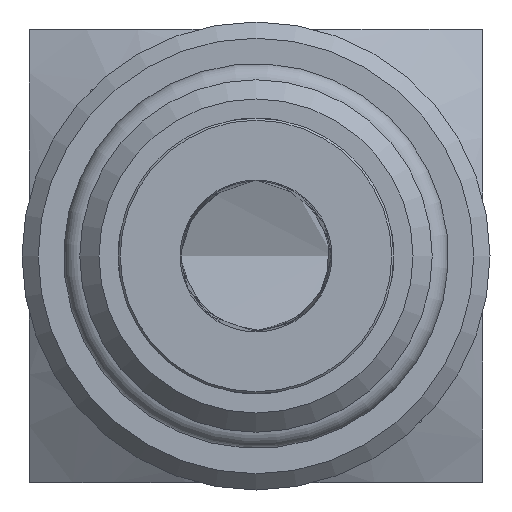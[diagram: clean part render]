
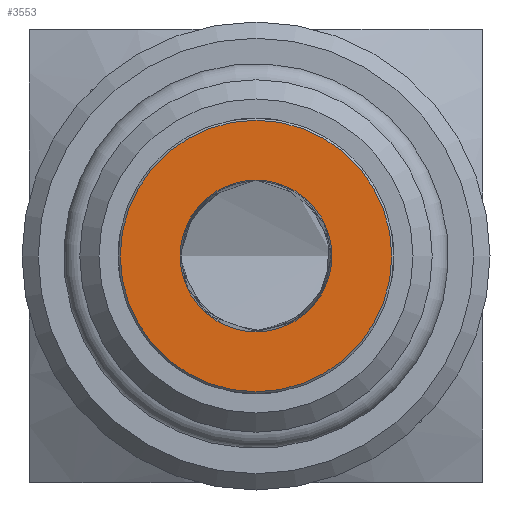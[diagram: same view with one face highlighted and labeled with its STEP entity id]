
A CAD part, left-side view. The second image highlights one B-rep face of the part: STEP entity #3553.
In plain terms, the highlighted planar face has unit normal (-1, 0, 0).
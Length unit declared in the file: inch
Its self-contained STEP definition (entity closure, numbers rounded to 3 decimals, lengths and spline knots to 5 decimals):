
#3511=CARTESIAN_POINT('',(-1.87,0.335,0.));
#3512=VERTEX_POINT('',#3511);
#3513=CARTESIAN_POINT('',(-1.87,0.0,0.0));
#3514=DIRECTION('',(1.0,0.0,0.0));
#3515=DIRECTION('',(0.0,-1.0,0.0));
#3516=AXIS2_PLACEMENT_3D('',#3513,#3514,#3515);
#3517=CIRCLE('',#3516,0.335);
#3518=EDGE_CURVE('',#3512,#3512,#3517,.T.);
#3534=CARTESIAN_POINT('',(-1.87,0.17,0.0));
#3535=DIRECTION('',(-1.0,0.0,0.0));
#3536=DIRECTION('',(0.0,0.0,1.0));
#3537=AXIS2_PLACEMENT_3D('',#3534,#3535,#3536);
#3538=PLANE('',#3537);
#3539=ORIENTED_EDGE('',*,*,#3518,.F.);
#3540=EDGE_LOOP('',(#3539));
#3541=FACE_OUTER_BOUND('',#3540,.T.);
#3542=CARTESIAN_POINT('',(-1.87,-0.1875,0.0));
#3543=VERTEX_POINT('',#3542);
#3544=CARTESIAN_POINT('',(-1.87,0.0,0.0));
#3545=DIRECTION('',(1.0,0.0,0.0));
#3546=DIRECTION('',(0.0,-1.0,0.0));
#3547=AXIS2_PLACEMENT_3D('',#3544,#3545,#3546);
#3548=CIRCLE('',#3547,0.1875);
#3549=EDGE_CURVE('',#3543,#3543,#3548,.T.);
#3550=ORIENTED_EDGE('',*,*,#3549,.T.);
#3551=EDGE_LOOP('',(#3550));
#3552=FACE_BOUND('',#3551,.T.);
#3553=ADVANCED_FACE('',(#3541,#3552),#3538,.T.);
